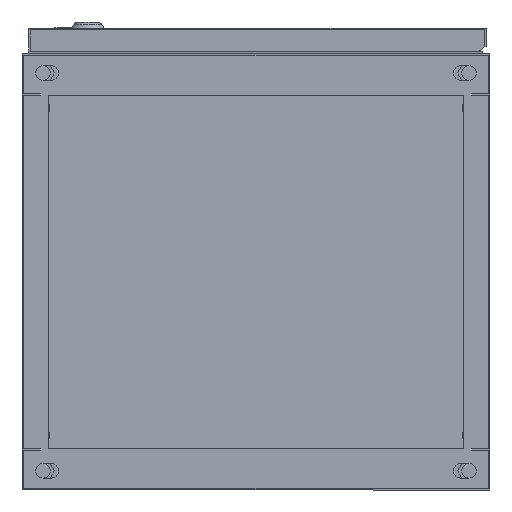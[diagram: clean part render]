
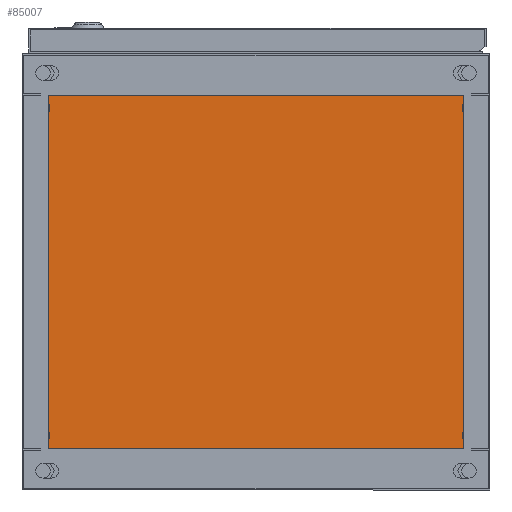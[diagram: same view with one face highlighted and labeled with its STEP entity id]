
A CAD part, front view. The second image highlights one B-rep face of the part: STEP entity #85007.
In plain terms, the highlighted planar face has unit normal (0, -1, 0).
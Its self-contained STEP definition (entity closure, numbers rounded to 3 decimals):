
#1477 = PLANE ( 'NONE',  #85769 ) ;
#4253 = CARTESIAN_POINT ( 'NONE',  ( 200., 1999., -170. ) ) ;
#9416 = CARTESIAN_POINT ( 'NONE',  ( 0., 1999., 0. ) ) ;
#9709 = DIRECTION ( 'NONE',  ( 0., 0., 1. ) ) ;
#9801 = ORIENTED_EDGE ( 'NONE', *, *, #97440, .F. ) ;
#10250 = DIRECTION ( 'NONE',  ( -1., 0., 0. ) ) ;
#11235 = CARTESIAN_POINT ( 'NONE',  ( -200., 1999., 170. ) ) ;
#12092 = LINE ( 'NONE', #81814, #73157 ) ;
#14348 = VERTEX_POINT ( 'NONE', #11235 ) ;
#17419 = DIRECTION ( 'NONE',  ( 0., 1., 0. ) ) ;
#21752 = LINE ( 'NONE', #57898, #85363 ) ;
#24647 = CARTESIAN_POINT ( 'NONE',  ( -200., 1999., 170. ) ) ;
#28403 = CARTESIAN_POINT ( 'NONE',  ( 200., 1999., -170. ) ) ;
#32666 = EDGE_CURVE ( 'NONE', #14348, #52818, #80168, .T. ) ;
#33930 = VERTEX_POINT ( 'NONE', #98713 ) ;
#34816 = EDGE_LOOP ( 'NONE', ( #75458, #9801, #100912, #84915 ) ) ;
#37662 = VECTOR ( 'NONE', #80438, 1000. ) ;
#52818 = VERTEX_POINT ( 'NONE', #93959 ) ;
#53994 = VECTOR ( 'NONE', #67912, 1000. ) ;
#54387 = VERTEX_POINT ( 'NONE', #28403 ) ;
#57898 = CARTESIAN_POINT ( 'NONE',  ( -200., 1999., -170. ) ) ;
#67912 = DIRECTION ( 'NONE',  ( 0., 0., -1. ) ) ;
#73156 = DIRECTION ( 'NONE',  ( 0., 0., 1. ) ) ;
#73157 = VECTOR ( 'NONE', #9709, 1000. ) ;
#75224 = LINE ( 'NONE', #4253, #53994 ) ;
#75458 = ORIENTED_EDGE ( 'NONE', *, *, #96801, .F. ) ;
#78604 = FACE_OUTER_BOUND ( 'NONE', #34816, .T. ) ;
#80168 = LINE ( 'NONE', #24647, #37662 ) ;
#80438 = DIRECTION ( 'NONE',  ( 1., 0., 0. ) ) ;
#81814 = CARTESIAN_POINT ( 'NONE',  ( -200., 1999., -170. ) ) ;
#84915 = ORIENTED_EDGE ( 'NONE', *, *, #32666, .F. ) ;
#85007 = ADVANCED_FACE ( 'NONE', ( #78604 ), #1477, .F. ) ;
#85363 = VECTOR ( 'NONE', #10250, 1000. ) ;
#85769 = AXIS2_PLACEMENT_3D ( 'NONE', #9416, #17419, #73156 ) ;
#93959 = CARTESIAN_POINT ( 'NONE',  ( 200., 1999., 170. ) ) ;
#96801 = EDGE_CURVE ( 'NONE', #33930, #14348, #12092, .T. ) ;
#97440 = EDGE_CURVE ( 'NONE', #54387, #33930, #21752, .T. ) ;
#98713 = CARTESIAN_POINT ( 'NONE',  ( -200., 1999., -170. ) ) ;
#100836 = EDGE_CURVE ( 'NONE', #52818, #54387, #75224, .T. ) ;
#100912 = ORIENTED_EDGE ( 'NONE', *, *, #100836, .F. ) ;
